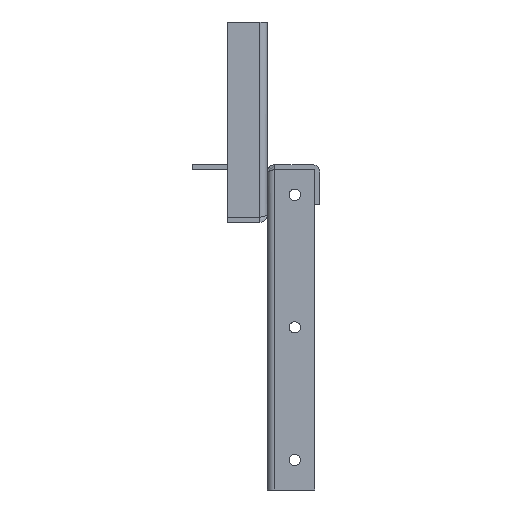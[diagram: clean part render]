
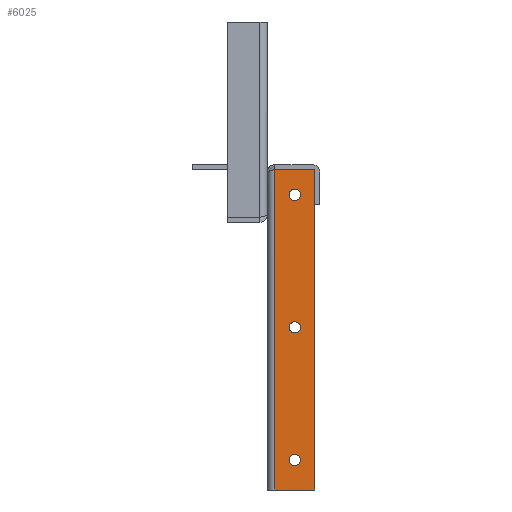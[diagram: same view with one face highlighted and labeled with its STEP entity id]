
A CAD part, left-side view. The second image highlights one B-rep face of the part: STEP entity #6025.
In plain terms, the highlighted planar face has unit normal (-1, 0, 0).
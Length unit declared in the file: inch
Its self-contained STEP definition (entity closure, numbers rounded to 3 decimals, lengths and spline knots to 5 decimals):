
#71 = LINE ( 'NONE', #642, #6151 ) ;
#257 = CIRCLE ( 'NONE', #6041, 0.1405 ) ;
#373 = DIRECTION ( 'NONE',  ( 0., 0., -1. ) ) ;
#446 = AXIS2_PLACEMENT_3D ( 'NONE', #3005, #1844, #3114 ) ;
#636 = CARTESIAN_POINT ( 'NONE',  ( -7.625, -0.185, -8. ) ) ;
#642 = CARTESIAN_POINT ( 'NONE',  ( -7.625, -0.125, -0.00011 ) ) ;
#718 = CARTESIAN_POINT ( 'NONE',  ( -7.625, -1.1875, -0.00011 ) ) ;
#728 = CARTESIAN_POINT ( 'NONE',  ( -7.625, -0.68625, -0.4845 ) ) ;
#743 = DIRECTION ( 'NONE',  ( 1., 0., 0. ) ) ;
#810 = VERTEX_POINT ( 'NONE', #728 ) ;
#1091 = EDGE_CURVE ( 'NONE', #6007, #810, #5833, .T. ) ;
#1130 = DIRECTION ( 'NONE',  ( 0., 1., 0. ) ) ;
#1203 = FACE_BOUND ( 'NONE', #4666, .T. ) ;
#1246 = EDGE_CURVE ( 'NONE', #4961, #7362, #2936, .T. ) ;
#1352 = VECTOR ( 'NONE', #3644, 39.37008 ) ;
#1389 = DIRECTION ( 'NONE',  ( 1., 0., 0. ) ) ;
#1397 = EDGE_CURVE ( 'NONE', #5482, #5414, #257, .T. ) ;
#1444 = DIRECTION ( 'NONE',  ( 0., 1., 0. ) ) ;
#1613 = CARTESIAN_POINT ( 'NONE',  ( -7.625, -0.68625, -7.25 ) ) ;
#1650 = EDGE_CURVE ( 'NONE', #2306, #1659, #3676, .T. ) ;
#1659 = VERTEX_POINT ( 'NONE', #6505 ) ;
#1688 = AXIS2_PLACEMENT_3D ( 'NONE', #4680, #1962, #5888 ) ;
#1728 = CARTESIAN_POINT ( 'NONE',  ( -7.625, -1.1875, -8. ) ) ;
#1768 = FACE_BOUND ( 'NONE', #6800, .T. ) ;
#1813 = ORIENTED_EDGE ( 'NONE', *, *, #7202, .T. ) ;
#1844 = DIRECTION ( 'NONE',  ( 1., 0., 0. ) ) ;
#1903 = CARTESIAN_POINT ( 'NONE',  ( -7.625, -0.185, -0.06 ) ) ;
#1915 = CARTESIAN_POINT ( 'NONE',  ( -7.625, -0.68625, -3.797 ) ) ;
#1962 = DIRECTION ( 'NONE',  ( -1., 0., 0. ) ) ;
#1988 = CARTESIAN_POINT ( 'NONE',  ( -7.625, -0.68625, -7.25 ) ) ;
#2123 = CARTESIAN_POINT ( 'NONE',  ( -7.625, -0.125, -8. ) ) ;
#2229 = CARTESIAN_POINT ( 'NONE',  ( -7.625, -0.68625, -0.7655 ) ) ;
#2306 = VERTEX_POINT ( 'NONE', #636 ) ;
#2441 = ORIENTED_EDGE ( 'NONE', *, *, #1246, .T. ) ;
#2580 = AXIS2_PLACEMENT_3D ( 'NONE', #5000, #3875, #2604 ) ;
#2604 = DIRECTION ( 'NONE',  ( 0., 0., -1. ) ) ;
#2675 = VECTOR ( 'NONE', #5643, 39.37008 ) ;
#2863 = CIRCLE ( 'NONE', #6478, 0.1405 ) ;
#2936 = LINE ( 'NONE', #7412, #2675 ) ;
#3005 = CARTESIAN_POINT ( 'NONE',  ( -7.625, -0.68625, -3.9375 ) ) ;
#3006 = EDGE_CURVE ( 'NONE', #4961, #2306, #4917, .T. ) ;
#3114 = DIRECTION ( 'NONE',  ( 0., 0., -1. ) ) ;
#3132 = CIRCLE ( 'NONE', #5910, 0.1405 ) ;
#3534 = CARTESIAN_POINT ( 'NONE',  ( -7.625, -0.68625, -7.3905 ) ) ;
#3644 = DIRECTION ( 'NONE',  ( 0., 0., 1. ) ) ;
#3676 = LINE ( 'NONE', #1903, #1352 ) ;
#3703 = ORIENTED_EDGE ( 'NONE', *, *, #3858, .T. ) ;
#3858 = EDGE_CURVE ( 'NONE', #5414, #5482, #2863, .T. ) ;
#3875 = DIRECTION ( 'NONE',  ( 1., 0., 0. ) ) ;
#4024 = EDGE_CURVE ( 'NONE', #5422, #5064, #6348, .T. ) ;
#4213 = ORIENTED_EDGE ( 'NONE', *, *, #1397, .T. ) ;
#4215 = DIRECTION ( 'NONE',  ( 0., 0., -1. ) ) ;
#4241 = EDGE_LOOP ( 'NONE', ( #5971, #2441, #1813, #7256 ) ) ;
#4467 = ORIENTED_EDGE ( 'NONE', *, *, #4024, .T. ) ;
#4666 = EDGE_LOOP ( 'NONE', ( #3703, #4213 ) ) ;
#4680 = CARTESIAN_POINT ( 'NONE',  ( -7.625, -0.125, -8. ) ) ;
#4900 = DIRECTION ( 'NONE',  ( 1., 0., 0. ) ) ;
#4917 = LINE ( 'NONE', #2123, #5153 ) ;
#4961 = VERTEX_POINT ( 'NONE', #1728 ) ;
#5000 = CARTESIAN_POINT ( 'NONE',  ( -7.625, -0.68625, -0.625 ) ) ;
#5064 = VERTEX_POINT ( 'NONE', #1915 ) ;
#5092 = ORIENTED_EDGE ( 'NONE', *, *, #5409, .T. ) ;
#5108 = DIRECTION ( 'NONE',  ( 1., 0., 0. ) ) ;
#5153 = VECTOR ( 'NONE', #1444, 39.37008 ) ;
#5409 = EDGE_CURVE ( 'NONE', #810, #6007, #6738, .T. ) ;
#5414 = VERTEX_POINT ( 'NONE', #3534 ) ;
#5422 = VERTEX_POINT ( 'NONE', #5839 ) ;
#5482 = VERTEX_POINT ( 'NONE', #5871 ) ;
#5643 = DIRECTION ( 'NONE',  ( 0., 0., 1. ) ) ;
#5690 = FACE_OUTER_BOUND ( 'NONE', #4241, .T. ) ;
#5811 = PLANE ( 'NONE',  #1688 ) ;
#5833 = CIRCLE ( 'NONE', #2580, 0.1405 ) ;
#5839 = CARTESIAN_POINT ( 'NONE',  ( -7.625, -0.68625, -4.078 ) ) ;
#5871 = CARTESIAN_POINT ( 'NONE',  ( -7.625, -0.68625, -7.1095 ) ) ;
#5888 = DIRECTION ( 'NONE',  ( 0., 0., -1. ) ) ;
#5910 = AXIS2_PLACEMENT_3D ( 'NONE', #6451, #1389, #5922 ) ;
#5922 = DIRECTION ( 'NONE',  ( 0., 0., -1. ) ) ;
#5971 = ORIENTED_EDGE ( 'NONE', *, *, #3006, .F. ) ;
#6007 = VERTEX_POINT ( 'NONE', #2229 ) ;
#6025 = ADVANCED_FACE ( 'NONE', ( #5690, #1768, #6370, #1203 ), #5811, .T. ) ;
#6041 = AXIS2_PLACEMENT_3D ( 'NONE', #1988, #743, #4215 ) ;
#6087 = ORIENTED_EDGE ( 'NONE', *, *, #1091, .T. ) ;
#6151 = VECTOR ( 'NONE', #1130, 39.37008 ) ;
#6252 = AXIS2_PLACEMENT_3D ( 'NONE', #6313, #5108, #6395 ) ;
#6313 = CARTESIAN_POINT ( 'NONE',  ( -7.625, -0.68625, -0.625 ) ) ;
#6348 = CIRCLE ( 'NONE', #446, 0.1405 ) ;
#6370 = FACE_BOUND ( 'NONE', #6408, .T. ) ;
#6395 = DIRECTION ( 'NONE',  ( 0., 0., -1. ) ) ;
#6408 = EDGE_LOOP ( 'NONE', ( #4467, #6769 ) ) ;
#6451 = CARTESIAN_POINT ( 'NONE',  ( -7.625, -0.68625, -3.9375 ) ) ;
#6478 = AXIS2_PLACEMENT_3D ( 'NONE', #1613, #4900, #373 ) ;
#6505 = CARTESIAN_POINT ( 'NONE',  ( -7.625, -0.185, -0.00011 ) ) ;
#6738 = CIRCLE ( 'NONE', #6252, 0.1405 ) ;
#6769 = ORIENTED_EDGE ( 'NONE', *, *, #7295, .T. ) ;
#6800 = EDGE_LOOP ( 'NONE', ( #6087, #5092 ) ) ;
#7202 = EDGE_CURVE ( 'NONE', #7362, #1659, #71, .T. ) ;
#7256 = ORIENTED_EDGE ( 'NONE', *, *, #1650, .F. ) ;
#7295 = EDGE_CURVE ( 'NONE', #5064, #5422, #3132, .T. ) ;
#7362 = VERTEX_POINT ( 'NONE', #718 ) ;
#7412 = CARTESIAN_POINT ( 'NONE',  ( -7.625, -1.1875, -8. ) ) ;
